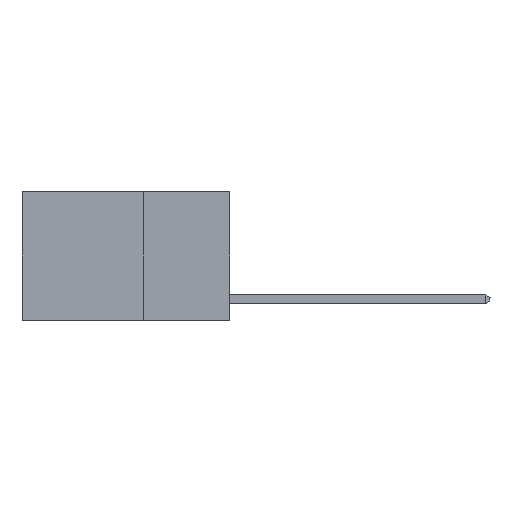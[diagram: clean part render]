
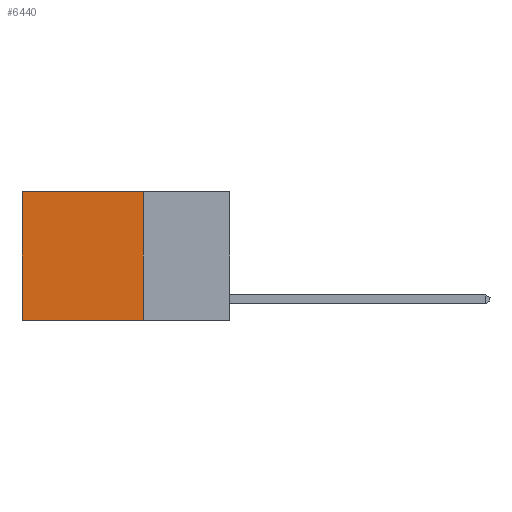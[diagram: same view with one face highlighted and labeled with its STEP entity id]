
A CAD part, left-side view. The second image highlights one B-rep face of the part: STEP entity #6440.
In plain terms, the highlighted planar face has unit normal (-1, 0, 0).
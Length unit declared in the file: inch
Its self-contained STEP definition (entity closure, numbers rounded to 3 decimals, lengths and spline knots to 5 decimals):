
#539 = CARTESIAN_POINT ( 'NONE',  ( 0.2625, 0.25, 0. ) ) ;
#1011 = LINE ( 'NONE', #4908, #2885 ) ;
#1303 = CARTESIAN_POINT ( 'NONE',  ( 0.2625, 0.25, -0.37 ) ) ;
#2046 = CARTESIAN_POINT ( 'NONE',  ( 0.2625, 0.25, -0.37 ) ) ;
#2243 = VERTEX_POINT ( 'NONE', #7288 ) ;
#2317 = EDGE_CURVE ( 'NONE', #18435, #2243, #9339, .T. ) ;
#2885 = VECTOR ( 'NONE', #14857, 39.37008 ) ;
#2950 = VERTEX_POINT ( 'NONE', #6705 ) ;
#3072 = CARTESIAN_POINT ( 'NONE',  ( 0.2625, 0.25, 0. ) ) ;
#3598 = DIRECTION ( 'NONE',  ( 0., 1., 0. ) ) ;
#3836 = EDGE_CURVE ( 'NONE', #8871, #18435, #16065, .T. ) ;
#4908 = CARTESIAN_POINT ( 'NONE',  ( 0.2625, 0.6, 0. ) ) ;
#4963 = ORIENTED_EDGE ( 'NONE', *, *, #2317, .F. ) ;
#5168 = PLANE ( 'NONE',  #8839 ) ;
#5186 = EDGE_CURVE ( 'NONE', #2950, #2243, #1011, .T. ) ;
#6257 = DIRECTION ( 'NONE',  ( 0., 0., -1. ) ) ;
#6440 = ADVANCED_FACE ( 'NONE', ( #7126 ), #5168, .F. ) ;
#6660 = EDGE_CURVE ( 'NONE', #8871, #2950, #17174, .T. ) ;
#6705 = CARTESIAN_POINT ( 'NONE',  ( 0.2625, 0.6, 0. ) ) ;
#7126 = FACE_OUTER_BOUND ( 'NONE', #18349, .T. ) ;
#7288 = CARTESIAN_POINT ( 'NONE',  ( 0.2625, 0.6, -0.37 ) ) ;
#8839 = AXIS2_PLACEMENT_3D ( 'NONE', #3072, #13058, #18717 ) ;
#8871 = VERTEX_POINT ( 'NONE', #21234 ) ;
#9339 = LINE ( 'NONE', #1303, #18758 ) ;
#9703 = VECTOR ( 'NONE', #3598, 39.37008 ) ;
#13058 = DIRECTION ( 'NONE',  ( 1., 0., 0. ) ) ;
#14857 = DIRECTION ( 'NONE',  ( 0., 0., -1. ) ) ;
#15231 = CARTESIAN_POINT ( 'NONE',  ( 0.2625, 0.25, 0. ) ) ;
#15673 = ORIENTED_EDGE ( 'NONE', *, *, #3836, .F. ) ;
#16065 = LINE ( 'NONE', #539, #17217 ) ;
#16895 = ORIENTED_EDGE ( 'NONE', *, *, #6660, .T. ) ;
#17174 = LINE ( 'NONE', #15231, #9703 ) ;
#17217 = VECTOR ( 'NONE', #6257, 39.37008 ) ;
#18349 = EDGE_LOOP ( 'NONE', ( #20751, #4963, #15673, #16895 ) ) ;
#18435 = VERTEX_POINT ( 'NONE', #2046 ) ;
#18528 = DIRECTION ( 'NONE',  ( 0., 1., 0. ) ) ;
#18717 = DIRECTION ( 'NONE',  ( 0., 0., -1. ) ) ;
#18758 = VECTOR ( 'NONE', #18528, 39.37008 ) ;
#20751 = ORIENTED_EDGE ( 'NONE', *, *, #5186, .T. ) ;
#21234 = CARTESIAN_POINT ( 'NONE',  ( 0.2625, 0.25, 0. ) ) ;
